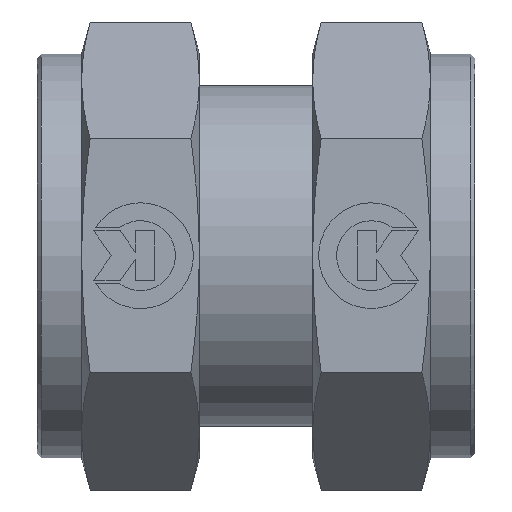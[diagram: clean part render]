
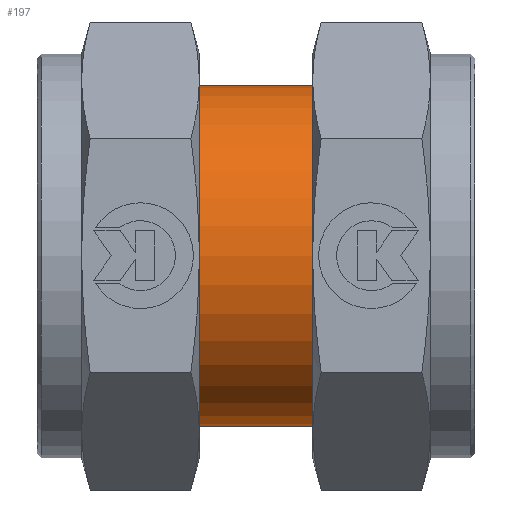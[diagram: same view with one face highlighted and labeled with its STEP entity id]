
A CAD part, top view. The second image highlights one B-rep face of the part: STEP entity #197.
In plain terms, the highlighted cylindrical face has radius 21 mm (diameter 42 mm), a partial arc.
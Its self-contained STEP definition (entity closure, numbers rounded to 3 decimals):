
#197 = ADVANCED_FACE( '', ( #412 ), #413, .T. );
#412 = FACE_OUTER_BOUND( '', #814, .T. );
#413 = CYLINDRICAL_SURFACE( '', #815, 21. );
#814 = EDGE_LOOP( '', ( #1350, #1351, #1352, #1353 ) );
#815 = AXIS2_PLACEMENT_3D( '', #1354, #1355, #1356 );
#1350 = ORIENTED_EDGE( '', *, *, #2654, .T. );
#1351 = ORIENTED_EDGE( '', *, *, #2679, .F. );
#1352 = ORIENTED_EDGE( '', *, *, #2656, .T. );
#1353 = ORIENTED_EDGE( '', *, *, #2680, .T. );
#1354 = CARTESIAN_POINT( '', ( 0., 0., 0. ) );
#1355 = DIRECTION( '', ( 1., 0., 0. ) );
#1356 = DIRECTION( '', ( 0., 1., 0. ) );
#2654 = EDGE_CURVE( '', #3196, #3197, #3198, .T. );
#2656 = EDGE_CURVE( '', #3201, #3199, #3202, .T. );
#2679 = EDGE_CURVE( '', #3201, #3197, #3237, .T. );
#2680 = EDGE_CURVE( '', #3199, #3196, #3238, .T. );
#3196 = VERTEX_POINT( '', #3936 );
#3197 = VERTEX_POINT( '', #3937 );
#3198 = LINE( '', #3938, #3939 );
#3199 = VERTEX_POINT( '', #3940 );
#3201 = VERTEX_POINT( '', #3942 );
#3202 = LINE( '', #3943, #3944 );
#3237 = CIRCLE( '', #3985, 21. );
#3238 = CIRCLE( '', #3986, 21. );
#3936 = CARTESIAN_POINT( '', ( 15., 21., 0. ) );
#3937 = CARTESIAN_POINT( '', ( -15., 21., 0. ) );
#3938 = CARTESIAN_POINT( '', ( 0., 21., 0. ) );
#3939 = VECTOR( '', #5356, 1. );
#3940 = CARTESIAN_POINT( '', ( 15., -21., 0. ) );
#3942 = CARTESIAN_POINT( '', ( -15., -21., 0. ) );
#3943 = CARTESIAN_POINT( '', ( 0., -21., 0. ) );
#3944 = VECTOR( '', #5360, 1. );
#3985 = AXIS2_PLACEMENT_3D( '', #5415, #5416, #5417 );
#3986 = AXIS2_PLACEMENT_3D( '', #5418, #5419, #5420 );
#5356 = DIRECTION( '', ( -1., 0., 0. ) );
#5360 = DIRECTION( '', ( 1., 0., 0. ) );
#5415 = CARTESIAN_POINT( '', ( -15., 0., 0. ) );
#5416 = DIRECTION( '', ( -1., 0., 0. ) );
#5417 = DIRECTION( '', ( 0., 1., 0. ) );
#5418 = CARTESIAN_POINT( '', ( 15., 0., 0. ) );
#5419 = DIRECTION( '', ( -1., 0., 0. ) );
#5420 = DIRECTION( '', ( 0., 1., 0. ) );
